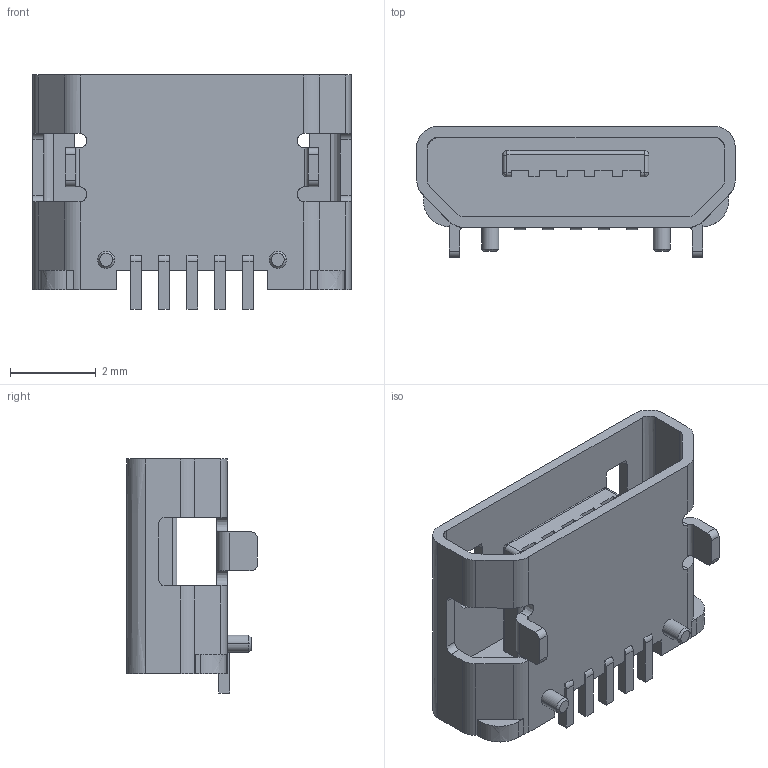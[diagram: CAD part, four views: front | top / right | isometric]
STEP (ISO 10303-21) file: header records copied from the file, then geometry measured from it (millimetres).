
FILE_DESCRIPTION((''),'2;1');
FILE_NAME('U254-05XX-4BH83-FXS','2020-07-25T',('cwg'),(''),'PRO/ENGINEER BY PARAMETRIC TECHNOLOGY CORPORATION, 2010280','PRO/ENGINEER BY PARAMETRIC TECHNOLOGY CORPORATION, 2010280','');
FILE_SCHEMA(('CONFIG_CONTROL_DESIGN'));
Length unit declared in the file: millimetre
Products named in the file (1): U254-05XX-4BH83-FXS
Bounding box: 7.41 x 3.05 x 5.45 mm (x, y, z)
Volume: 34.1 mm3; surface area: 215.5 mm2
Topology: 1 solids, 1 shells, 194 faces, 567 edges, 375 vertices
Faces by surface type: plane 124, cylinder 52, extrusion 10, cone 4, bspline 4
Entity records: 6645 total; most frequent: CARTESIAN_POINT 1455, ORIENTED_EDGE 1134, DIRECTION 995, EDGE_CURVE 567, VECTOR 421, LINE 411, VERTEX_POINT 375, AXIS2_PLACEMENT_3D 287
